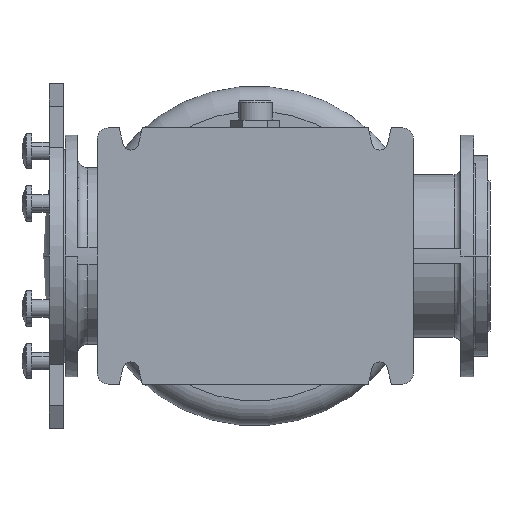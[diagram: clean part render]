
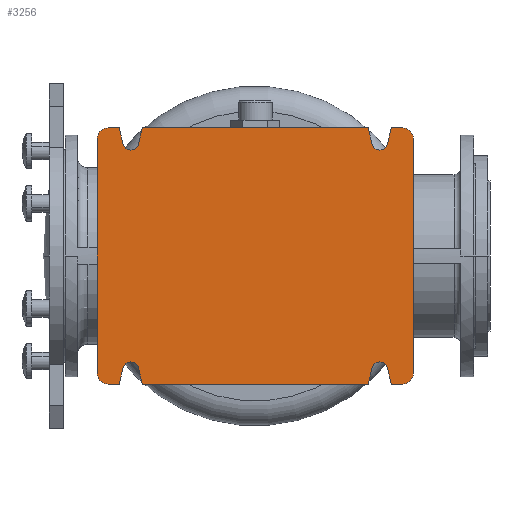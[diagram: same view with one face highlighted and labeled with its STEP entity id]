
A CAD part, front view. The second image highlights one B-rep face of the part: STEP entity #3256.
In plain terms, the highlighted planar face has unit normal (0, -1, 0).
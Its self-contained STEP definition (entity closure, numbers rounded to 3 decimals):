
#2=CARTESIAN_POINT('',(-207.,-180.,165.1));
#3=DIRECTION('',(0.,-1.,0.));
#4=DIRECTION('',(0.,0.,1.));
#5=AXIS2_PLACEMENT_3D('',#2,#3,#4);
#7=DIRECTION('',(0.24,0.,-0.971));
#8=VECTOR('',#7,23.429);
#9=CARTESIAN_POINT('',(-191.306,-180.,180.1));
#10=LINE('',#9,#8);
#11=CARTESIAN_POINT('',(-175.,-180.,160.));
#12=DIRECTION('',(0.,-1.,0.));
#13=DIRECTION('',(-0.971,0.,-0.24));
#14=AXIS2_PLACEMENT_3D('',#11,#12,#13);
#16=DIRECTION('',(0.24,0.,0.971));
#17=VECTOR('',#16,23.429);
#18=CARTESIAN_POINT('',(-164.322,-180.,157.357));
#19=LINE('',#18,#17);
#20=DIRECTION('',(-0.24,0.,0.971));
#21=VECTOR('',#20,23.429);
#22=CARTESIAN_POINT('',(164.322,-180.,157.357));
#23=LINE('',#22,#21);
#24=CARTESIAN_POINT('',(175.,-180.,160.));
#25=DIRECTION('',(0.,1.,0.));
#26=DIRECTION('',(0.971,0.,-0.24));
#27=AXIS2_PLACEMENT_3D('',#24,#25,#26);
#29=DIRECTION('',(-0.24,0.,-0.971));
#30=VECTOR('',#29,23.429);
#31=CARTESIAN_POINT('',(191.306,-180.,180.1));
#32=LINE('',#31,#30);
#33=CARTESIAN_POINT('',(207.,-180.,165.1));
#34=DIRECTION('',(0.,-1.,0.));
#35=DIRECTION('',(1.,0.,0.));
#36=AXIS2_PLACEMENT_3D('',#33,#34,#35);
#38=CARTESIAN_POINT('',(207.,-180.,-165.1));
#39=DIRECTION('',(0.,-1.,0.));
#40=DIRECTION('',(0.,0.,-1.));
#41=AXIS2_PLACEMENT_3D('',#38,#39,#40);
#43=DIRECTION('',(-0.24,0.,0.971));
#44=VECTOR('',#43,23.429);
#45=CARTESIAN_POINT('',(191.306,-180.,-180.1));
#46=LINE('',#45,#44);
#47=CARTESIAN_POINT('',(175.,-180.,-160.));
#48=DIRECTION('',(0.,-1.,0.));
#49=DIRECTION('',(0.971,0.,0.24));
#50=AXIS2_PLACEMENT_3D('',#47,#48,#49);
#52=DIRECTION('',(-0.24,0.,-0.971));
#53=VECTOR('',#52,23.429);
#54=CARTESIAN_POINT('',(164.322,-180.,-157.357));
#55=LINE('',#54,#53);
#56=DIRECTION('',(0.24,0.,-0.971));
#57=VECTOR('',#56,23.429);
#58=CARTESIAN_POINT('',(-164.322,-180.,-157.357));
#59=LINE('',#58,#57);
#60=CARTESIAN_POINT('',(-175.,-180.,-160.));
#61=DIRECTION('',(0.,1.,0.));
#62=DIRECTION('',(-0.971,0.,0.24));
#63=AXIS2_PLACEMENT_3D('',#60,#61,#62);
#65=DIRECTION('',(0.24,0.,0.971));
#66=VECTOR('',#65,23.429);
#67=CARTESIAN_POINT('',(-191.306,-180.,-180.1));
#68=LINE('',#67,#66);
#69=CARTESIAN_POINT('',(-207.,-180.,-165.1));
#70=DIRECTION('',(0.,-1.,0.));
#71=DIRECTION('',(-1.,0.,0.));
#72=AXIS2_PLACEMENT_3D('',#69,#70,#71);
#74=DIRECTION('',(0.,0.,-1.));
#75=VECTOR('',#74,330.2);
#76=CARTESIAN_POINT('',(-222.,-180.,165.1));
#77=LINE('',#76,#75);
#279=DIRECTION('',(1.,0.,0.));
#280=VECTOR('',#279,317.388);
#281=CARTESIAN_POINT('',(-158.694,-180.,-180.1));
#282=LINE('',#281,#280);
#307=DIRECTION('',(1.,0.,0.));
#308=VECTOR('',#307,15.694);
#309=CARTESIAN_POINT('',(191.306,-180.,-180.1));
#310=LINE('',#309,#308);
#315=DIRECTION('',(1.,0.,0.));
#316=VECTOR('',#315,15.694);
#317=CARTESIAN_POINT('',(-207.,-180.,-180.1));
#318=LINE('',#317,#316);
#421=DIRECTION('',(0.,0.,1.));
#422=VECTOR('',#421,330.2);
#423=CARTESIAN_POINT('',(222.,-180.,-165.1));
#424=LINE('',#423,#422);
#445=DIRECTION('',(-1.,0.,0.));
#446=VECTOR('',#445,317.388);
#447=CARTESIAN_POINT('',(158.694,-180.,180.1));
#448=LINE('',#447,#446);
#457=DIRECTION('',(-1.,0.,0.));
#458=VECTOR('',#457,15.694);
#459=CARTESIAN_POINT('',(-191.306,-180.,180.1));
#460=LINE('',#459,#458);
#465=DIRECTION('',(-1.,0.,0.));
#466=VECTOR('',#465,15.694);
#467=CARTESIAN_POINT('',(207.,-180.,180.1));
#468=LINE('',#467,#466);
#2588=CARTESIAN_POINT('',(191.306,-180.,-180.1));
#2589=CARTESIAN_POINT('',(185.678,-180.,-157.357));
#2590=VERTEX_POINT('',#2588);
#2591=VERTEX_POINT('',#2589);
#2592=CARTESIAN_POINT('',(164.322,-180.,-157.357));
#2593=VERTEX_POINT('',#2592);
#2594=CARTESIAN_POINT('',(158.694,-180.,-180.1));
#2595=VERTEX_POINT('',#2594);
#2604=CARTESIAN_POINT('',(185.678,-180.,157.357));
#2606=VERTEX_POINT('',#2604);
#2608=CARTESIAN_POINT('',(164.322,-180.,157.357));
#2610=VERTEX_POINT('',#2608);
#2612=CARTESIAN_POINT('',(191.306,-180.,180.1));
#2613=VERTEX_POINT('',#2612);
#2614=CARTESIAN_POINT('',(158.694,-180.,180.1));
#2615=VERTEX_POINT('',#2614);
#2616=CARTESIAN_POINT('',(-185.678,-180.,-157.357));
#2618=VERTEX_POINT('',#2616);
#2620=CARTESIAN_POINT('',(-164.322,-180.,-157.357));
#2622=VERTEX_POINT('',#2620);
#2624=CARTESIAN_POINT('',(-185.678,-180.,157.357));
#2626=VERTEX_POINT('',#2624);
#2628=CARTESIAN_POINT('',(-164.322,-180.,157.357));
#2630=VERTEX_POINT('',#2628);
#2632=CARTESIAN_POINT('',(-191.306,-180.,-180.1));
#2633=VERTEX_POINT('',#2632);
#2634=CARTESIAN_POINT('',(-158.694,-180.,-180.1));
#2635=VERTEX_POINT('',#2634);
#2636=CARTESIAN_POINT('',(-191.306,-180.,180.1));
#2637=VERTEX_POINT('',#2636);
#2638=CARTESIAN_POINT('',(-158.694,-180.,180.1));
#2639=VERTEX_POINT('',#2638);
#3153=CARTESIAN_POINT('',(-207.,-180.,180.1));
#3154=VERTEX_POINT('',#3153);
#3155=CARTESIAN_POINT('',(-222.,-180.,165.1));
#3156=VERTEX_POINT('',#3155);
#3161=CARTESIAN_POINT('',(222.,-180.,165.1));
#3162=VERTEX_POINT('',#3161);
#3163=CARTESIAN_POINT('',(207.,-180.,180.1));
#3164=VERTEX_POINT('',#3163);
#3169=CARTESIAN_POINT('',(207.,-180.,-180.1));
#3170=VERTEX_POINT('',#3169);
#3171=CARTESIAN_POINT('',(222.,-180.,-165.1));
#3172=VERTEX_POINT('',#3171);
#3177=CARTESIAN_POINT('',(-222.,-180.,-165.1));
#3178=VERTEX_POINT('',#3177);
#3179=CARTESIAN_POINT('',(-207.,-180.,-180.1));
#3180=VERTEX_POINT('',#3179);
#3201=CARTESIAN_POINT('',(0.,-180.,0.));
#3202=DIRECTION('',(0.,1.,0.));
#3203=DIRECTION('',(1.,0.,0.));
#3204=AXIS2_PLACEMENT_3D('',#3201,#3202,#3203);
#3205=PLANE('',#3204);
#3207=ORIENTED_EDGE('',*,*,#3206,.F.);
#3209=ORIENTED_EDGE('',*,*,#3208,.F.);
#3211=ORIENTED_EDGE('',*,*,#3210,.T.);
#3213=ORIENTED_EDGE('',*,*,#3212,.T.);
#3215=ORIENTED_EDGE('',*,*,#3214,.T.);
#3217=ORIENTED_EDGE('',*,*,#3216,.F.);
#3219=ORIENTED_EDGE('',*,*,#3218,.F.);
#3221=ORIENTED_EDGE('',*,*,#3220,.F.);
#3223=ORIENTED_EDGE('',*,*,#3222,.F.);
#3225=ORIENTED_EDGE('',*,*,#3224,.F.);
#3227=ORIENTED_EDGE('',*,*,#3226,.F.);
#3229=ORIENTED_EDGE('',*,*,#3228,.F.);
#3231=ORIENTED_EDGE('',*,*,#3230,.F.);
#3233=ORIENTED_EDGE('',*,*,#3232,.F.);
#3235=ORIENTED_EDGE('',*,*,#3234,.T.);
#3237=ORIENTED_EDGE('',*,*,#3236,.T.);
#3239=ORIENTED_EDGE('',*,*,#3238,.T.);
#3241=ORIENTED_EDGE('',*,*,#3240,.F.);
#3243=ORIENTED_EDGE('',*,*,#3242,.F.);
#3245=ORIENTED_EDGE('',*,*,#3244,.F.);
#3247=ORIENTED_EDGE('',*,*,#3246,.F.);
#3249=ORIENTED_EDGE('',*,*,#3248,.F.);
#3251=ORIENTED_EDGE('',*,*,#3250,.F.);
#3253=ORIENTED_EDGE('',*,*,#3252,.F.);
#3254=EDGE_LOOP('',(#3207,#3209,#3211,#3213,#3215,#3217,#3219,#3221,#3223,#3225,
#3227,#3229,#3231,#3233,#3235,#3237,#3239,#3241,#3243,#3245,#3247,#3249,#3251,
#3253));
#3255=FACE_OUTER_BOUND('',#3254,.F.);
#3256=ADVANCED_FACE('',(#3255),#3205,.F.);
#6=CIRCLE('',#5,15.);
#15=CIRCLE('',#14,11.);
#28=CIRCLE('',#27,11.);
#37=CIRCLE('',#36,15.);
#42=CIRCLE('',#41,15.);
#51=CIRCLE('',#50,11.);
#64=CIRCLE('',#63,11.);
#73=CIRCLE('',#72,15.);
#3206=EDGE_CURVE('',#3154,#3156,#6,.T.);
#3208=EDGE_CURVE('',#2637,#3154,#460,.T.);
#3210=EDGE_CURVE('',#2637,#2626,#10,.T.);
#3212=EDGE_CURVE('',#2626,#2630,#15,.T.);
#3214=EDGE_CURVE('',#2630,#2639,#19,.T.);
#3216=EDGE_CURVE('',#2615,#2639,#448,.T.);
#3218=EDGE_CURVE('',#2610,#2615,#23,.T.);
#3220=EDGE_CURVE('',#2606,#2610,#28,.T.);
#3222=EDGE_CURVE('',#2613,#2606,#32,.T.);
#3224=EDGE_CURVE('',#3164,#2613,#468,.T.);
#3226=EDGE_CURVE('',#3162,#3164,#37,.T.);
#3228=EDGE_CURVE('',#3172,#3162,#424,.T.);
#3230=EDGE_CURVE('',#3170,#3172,#42,.T.);
#3232=EDGE_CURVE('',#2590,#3170,#310,.T.);
#3234=EDGE_CURVE('',#2590,#2591,#46,.T.);
#3236=EDGE_CURVE('',#2591,#2593,#51,.T.);
#3238=EDGE_CURVE('',#2593,#2595,#55,.T.);
#3240=EDGE_CURVE('',#2635,#2595,#282,.T.);
#3242=EDGE_CURVE('',#2622,#2635,#59,.T.);
#3244=EDGE_CURVE('',#2618,#2622,#64,.T.);
#3246=EDGE_CURVE('',#2633,#2618,#68,.T.);
#3248=EDGE_CURVE('',#3180,#2633,#318,.T.);
#3250=EDGE_CURVE('',#3178,#3180,#73,.T.);
#3252=EDGE_CURVE('',#3156,#3178,#77,.T.);
